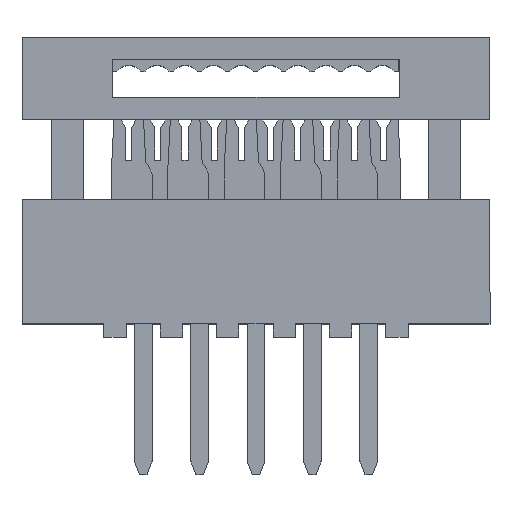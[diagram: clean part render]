
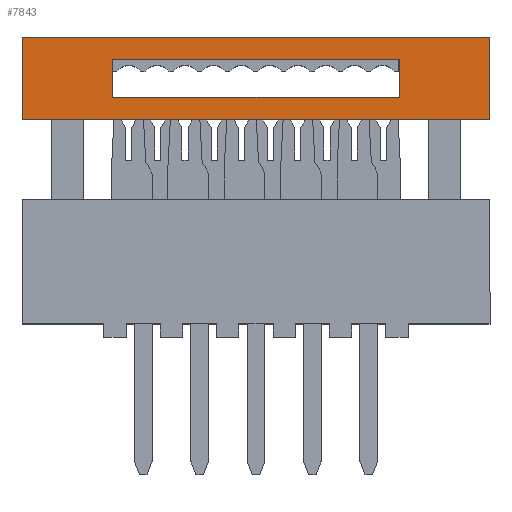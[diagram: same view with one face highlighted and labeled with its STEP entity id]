
A CAD part, top view. The second image highlights one B-rep face of the part: STEP entity #7843.
In plain terms, the highlighted planar face has unit normal (0, 0, 1).
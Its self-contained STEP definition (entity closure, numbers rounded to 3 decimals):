
#320 = DIRECTION ( 'NONE',  ( -1., 0., 0. ) ) ;
#358 = ORIENTED_EDGE ( 'NONE', *, *, #1696, .F. ) ;
#367 = VECTOR ( 'NONE', #5326, 1000. ) ;
#658 = LINE ( 'NONE', #6048, #4446 ) ;
#739 = VERTEX_POINT ( 'NONE', #3815 ) ;
#912 = EDGE_LOOP ( 'NONE', ( #8771, #3829, #2444, #8660 ) ) ;
#960 = FACE_BOUND ( 'NONE', #7136, .T. ) ;
#979 = ORIENTED_EDGE ( 'NONE', *, *, #1087, .F. ) ;
#1087 = EDGE_CURVE ( 'NONE', #5392, #5861, #3805, .T. ) ;
#1225 = CARTESIAN_POINT ( 'NONE',  ( 5.27, 0., 1.525 ) ) ;
#1369 = CARTESIAN_POINT ( 'NONE',  ( 3.23, 0.49, 1.525 ) ) ;
#1434 = LINE ( 'NONE', #6162, #7135 ) ;
#1514 = DIRECTION ( 'NONE',  ( -1., 0., 0. ) ) ;
#1696 = EDGE_CURVE ( 'NONE', #8546, #5392, #6030, .T. ) ;
#1714 = DIRECTION ( 'NONE',  ( -1., 0., 0. ) ) ;
#1758 = DIRECTION ( 'NONE',  ( 0., -1., 0. ) ) ;
#1851 = CARTESIAN_POINT ( 'NONE',  ( 5.27, 1.85, 1.525 ) ) ;
#1880 = DIRECTION ( 'NONE',  ( 1., 0., 0. ) ) ;
#1902 = VECTOR ( 'NONE', #2762, 1000. ) ;
#2067 = VERTEX_POINT ( 'NONE', #1225 ) ;
#2245 = CARTESIAN_POINT ( 'NONE',  ( 5.27, 0., 1.525 ) ) ;
#2257 = EDGE_CURVE ( 'NONE', #739, #5018, #658, .T. ) ;
#2296 = LINE ( 'NONE', #2245, #367 ) ;
#2382 = EDGE_CURVE ( 'NONE', #5018, #2067, #1434, .T. ) ;
#2444 = ORIENTED_EDGE ( 'NONE', *, *, #2966, .T. ) ;
#2458 = PLANE ( 'NONE',  #2674 ) ;
#2464 = VECTOR ( 'NONE', #3019, 1000. ) ;
#2663 = VECTOR ( 'NONE', #1714, 1000. ) ;
#2674 = AXIS2_PLACEMENT_3D ( 'NONE', #8155, #4596, #320 ) ;
#2762 = DIRECTION ( 'NONE',  ( 0., 1., 0. ) ) ;
#2966 = EDGE_CURVE ( 'NONE', #2067, #3046, #2296, .T. ) ;
#3019 = DIRECTION ( 'NONE',  ( 1., 0., 0. ) ) ;
#3046 = VERTEX_POINT ( 'NONE', #1851 ) ;
#3242 = DIRECTION ( 'NONE',  ( 0., -1., 0. ) ) ;
#3575 = CARTESIAN_POINT ( 'NONE',  ( -3.23, 0.49, 1.525 ) ) ;
#3670 = CARTESIAN_POINT ( 'NONE',  ( -3.23, 1.35, 1.525 ) ) ;
#3805 = LINE ( 'NONE', #1369, #1902 ) ;
#3815 = CARTESIAN_POINT ( 'NONE',  ( -5.27, 1.85, 1.525 ) ) ;
#3829 = ORIENTED_EDGE ( 'NONE', *, *, #2382, .T. ) ;
#3838 = CARTESIAN_POINT ( 'NONE',  ( -5.27, 1.85, 1.525 ) ) ;
#4282 = CARTESIAN_POINT ( 'NONE',  ( 3.23, 0.49, 1.525 ) ) ;
#4375 = CARTESIAN_POINT ( 'NONE',  ( -3.23, 1.35, 1.525 ) ) ;
#4446 = VECTOR ( 'NONE', #1758, 1000. ) ;
#4528 = FACE_OUTER_BOUND ( 'NONE', #912, .T. ) ;
#4552 = LINE ( 'NONE', #3838, #2663 ) ;
#4596 = DIRECTION ( 'NONE',  ( 0., 0., -1. ) ) ;
#5018 = VERTEX_POINT ( 'NONE', #9194 ) ;
#5182 = EDGE_CURVE ( 'NONE', #5861, #8640, #5270, .T. ) ;
#5270 = LINE ( 'NONE', #3670, #7386 ) ;
#5326 = DIRECTION ( 'NONE',  ( 0., 1., 0. ) ) ;
#5340 = LINE ( 'NONE', #8259, #7013 ) ;
#5392 = VERTEX_POINT ( 'NONE', #4282 ) ;
#5604 = ORIENTED_EDGE ( 'NONE', *, *, #6642, .F. ) ;
#5861 = VERTEX_POINT ( 'NONE', #8317 ) ;
#6030 = LINE ( 'NONE', #7980, #2464 ) ;
#6048 = CARTESIAN_POINT ( 'NONE',  ( -5.27, 0., 1.525 ) ) ;
#6162 = CARTESIAN_POINT ( 'NONE',  ( -5.27, 0., 1.525 ) ) ;
#6524 = EDGE_CURVE ( 'NONE', #3046, #739, #4552, .T. ) ;
#6642 = EDGE_CURVE ( 'NONE', #8640, #8546, #5340, .T. ) ;
#7013 = VECTOR ( 'NONE', #3242, 1000. ) ;
#7135 = VECTOR ( 'NONE', #1880, 1000. ) ;
#7136 = EDGE_LOOP ( 'NONE', ( #5604, #9199, #979, #358 ) ) ;
#7386 = VECTOR ( 'NONE', #1514, 1000. ) ;
#7843 = ADVANCED_FACE ( 'NONE', ( #4528, #960 ), #2458, .F. ) ;
#7980 = CARTESIAN_POINT ( 'NONE',  ( -3.23, 0.49, 1.525 ) ) ;
#8155 = CARTESIAN_POINT ( 'NONE',  ( 0., 0., 1.525 ) ) ;
#8259 = CARTESIAN_POINT ( 'NONE',  ( -3.23, 0.49, 1.525 ) ) ;
#8317 = CARTESIAN_POINT ( 'NONE',  ( 3.23, 1.35, 1.525 ) ) ;
#8546 = VERTEX_POINT ( 'NONE', #3575 ) ;
#8640 = VERTEX_POINT ( 'NONE', #4375 ) ;
#8660 = ORIENTED_EDGE ( 'NONE', *, *, #6524, .T. ) ;
#8771 = ORIENTED_EDGE ( 'NONE', *, *, #2257, .T. ) ;
#9194 = CARTESIAN_POINT ( 'NONE',  ( -5.27, 0., 1.525 ) ) ;
#9199 = ORIENTED_EDGE ( 'NONE', *, *, #5182, .F. ) ;
